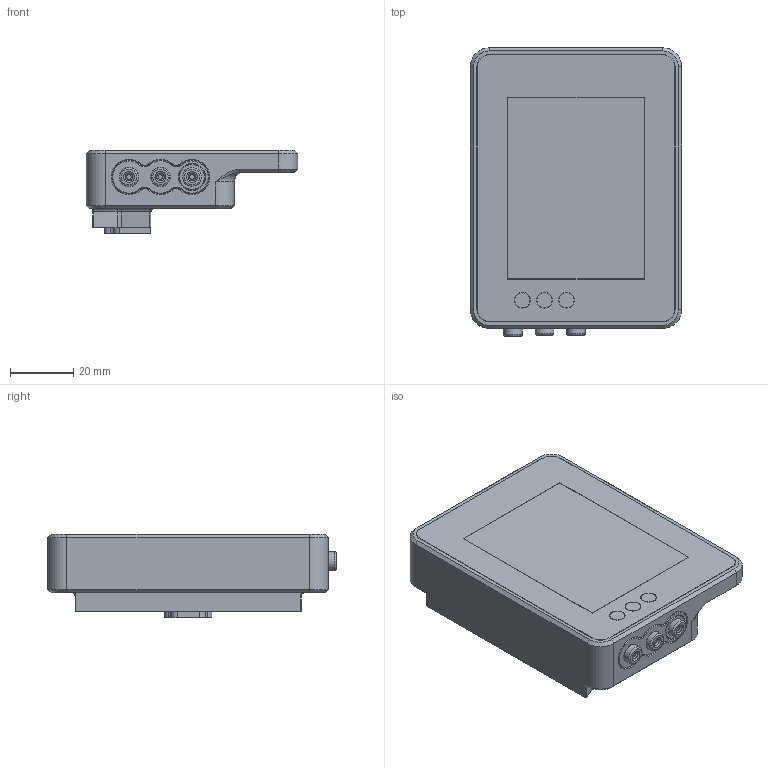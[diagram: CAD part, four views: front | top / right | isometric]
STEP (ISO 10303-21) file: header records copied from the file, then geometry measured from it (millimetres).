
FILE_DESCRIPTION(/* description */ (''),/* implementation_level */ '2;1');
FILE_NAME(/* name */ 'ift2-vds1 display - public v10.step',/* time_stamp */ '2022-06-23T08:25:22+02:00',/* author */ (''),/* organization */ (''),/* preprocessor_version */ 'ST-DEVELOPER v19',/* originating_system */ 'Autodesk Translation Framework v11.7.0.108',/* authorisation */ '');
FILE_SCHEMA (('AUTOMOTIVE_DESIGN { 1 0 10303 214 3 1 1 }'));
Products named in the file (4): ift2-vds1 display - public; Display vds1 body; VDS1_backplate_baf_alu; M3x8 zapustny torx
Assembly tree (6 placements, depth 2):
  ift2-vds1 display - public
    Display vds1 body
    VDS1_backplate_baf_alu
    M3x8 zapustny torx  x4
Bounding box: 67 x 91.43 x 26.61 mm (x, y, z)
Volume: 73297.2 mm3; surface area: 38930.6 mm2
Topology: 7 solids, 7 shells, 3701 faces, 10237 edges, 6626 vertices
Faces by surface type: plane 2257, cylinder 1007, bspline 245, cone 139, torus 49, sphere 4
Full cylindrical faces by diameter (mm): 0.3 x396, 0.4 x5, 0.52 x1, 0.8 x1, 2.075 x4, 2.35 x40, 2.529 x4, 3 x53, 3.1 x3, 3.332 x2, 4.8 x3, 5 x3, 6 x3, 9.5 x1, 11 x1
Entity records: 119084 total; most frequent: CARTESIAN_POINT 26854, ORIENTED_EDGE 19602, DIRECTION 18137, EDGE_CURVE 9801, LINE 7139, VECTOR 7139, VERTEX_POINT 6346, AXIS2_PLACEMENT_3D 5499
